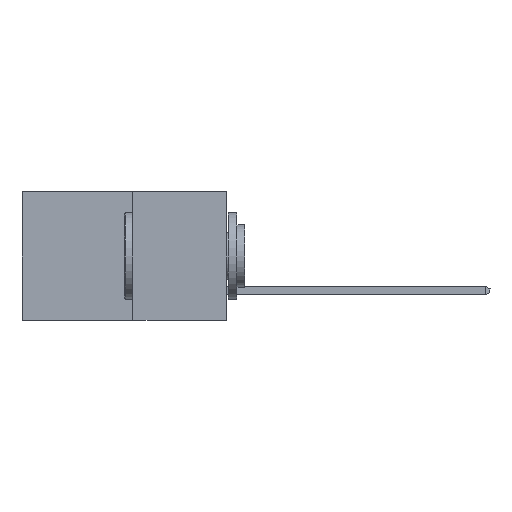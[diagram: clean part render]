
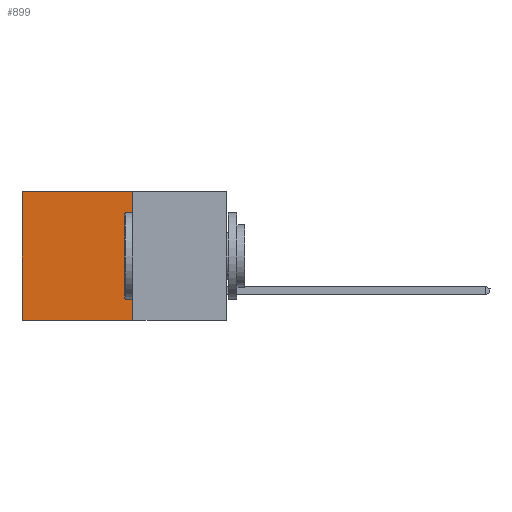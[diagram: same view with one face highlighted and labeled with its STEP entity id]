
A CAD part, left-side view. The second image highlights one B-rep face of the part: STEP entity #899.
In plain terms, the highlighted planar face has unit normal (-1, 0, 0).
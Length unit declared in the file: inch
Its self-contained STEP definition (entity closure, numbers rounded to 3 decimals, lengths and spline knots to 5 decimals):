
#190 = PLANE ( 'NONE',  #2809 ) ;
#301 = VECTOR ( 'NONE', #5291, 39.37008 ) ;
#899 = ADVANCED_FACE ( 'NONE', ( #7517 ), #190, .F. ) ;
#1368 = ORIENTED_EDGE ( 'NONE', *, *, #17201, .F. ) ;
#2809 = AXIS2_PLACEMENT_3D ( 'NONE', #7720, #17440, #9115 ) ;
#3007 = EDGE_CURVE ( 'NONE', #7268, #6153, #7410, .T. ) ;
#3271 = LINE ( 'NONE', #6800, #10483 ) ;
#3756 = CARTESIAN_POINT ( 'NONE',  ( 0.277, 0.27, 0. ) ) ;
#3962 = VERTEX_POINT ( 'NONE', #9175 ) ;
#4284 = DIRECTION ( 'NONE',  ( 0., 1., 0. ) ) ;
#5263 = LINE ( 'NONE', #11888, #9091 ) ;
#5291 = DIRECTION ( 'NONE',  ( 0., 0., -1. ) ) ;
#5379 = CARTESIAN_POINT ( 'NONE',  ( 0.277, 0.59, -0.37 ) ) ;
#5524 = EDGE_CURVE ( 'NONE', #6153, #3962, #11459, .T. ) ;
#5813 = CARTESIAN_POINT ( 'NONE',  ( 0.277, 0.27, -0.37 ) ) ;
#6153 = VERTEX_POINT ( 'NONE', #8966 ) ;
#6800 = CARTESIAN_POINT ( 'NONE',  ( 0.277, 0.27, -0.37 ) ) ;
#7268 = VERTEX_POINT ( 'NONE', #13219 ) ;
#7410 = LINE ( 'NONE', #3756, #18058 ) ;
#7517 = FACE_OUTER_BOUND ( 'NONE', #8252, .T. ) ;
#7720 = CARTESIAN_POINT ( 'NONE',  ( 0.277, 0.27, -0.37 ) ) ;
#8252 = EDGE_LOOP ( 'NONE', ( #14233, #16826, #1368, #17479 ) ) ;
#8966 = CARTESIAN_POINT ( 'NONE',  ( 0.277, 0.59, 0. ) ) ;
#9091 = VECTOR ( 'NONE', #13326, 39.37008 ) ;
#9115 = DIRECTION ( 'NONE',  ( 0., 0., -1. ) ) ;
#9175 = CARTESIAN_POINT ( 'NONE',  ( 0.277, 0.59, -0.37 ) ) ;
#9884 = VERTEX_POINT ( 'NONE', #5813 ) ;
#10483 = VECTOR ( 'NONE', #17950, 39.37008 ) ;
#11459 = LINE ( 'NONE', #5379, #301 ) ;
#11888 = CARTESIAN_POINT ( 'NONE',  ( 0.277, 0.27, -0.37 ) ) ;
#13219 = CARTESIAN_POINT ( 'NONE',  ( 0.277, 0.27, 0. ) ) ;
#13326 = DIRECTION ( 'NONE',  ( 0., 0., -1. ) ) ;
#13805 = EDGE_CURVE ( 'NONE', #9884, #3962, #3271, .T. ) ;
#14233 = ORIENTED_EDGE ( 'NONE', *, *, #5524, .T. ) ;
#16826 = ORIENTED_EDGE ( 'NONE', *, *, #13805, .F. ) ;
#17201 = EDGE_CURVE ( 'NONE', #7268, #9884, #5263, .T. ) ;
#17440 = DIRECTION ( 'NONE',  ( 1., 0., 0. ) ) ;
#17479 = ORIENTED_EDGE ( 'NONE', *, *, #3007, .T. ) ;
#17950 = DIRECTION ( 'NONE',  ( 0., 1., 0. ) ) ;
#18058 = VECTOR ( 'NONE', #4284, 39.37008 ) ;
